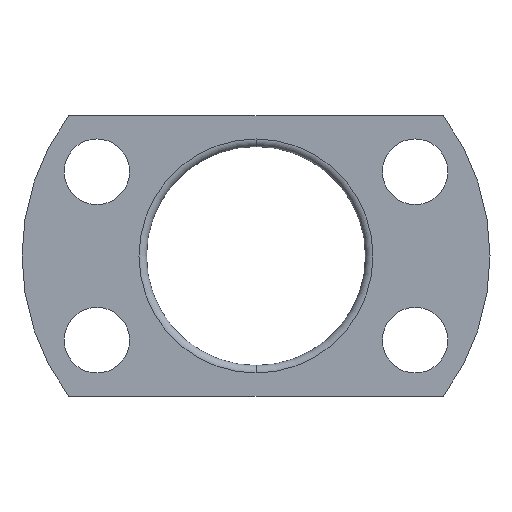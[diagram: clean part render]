
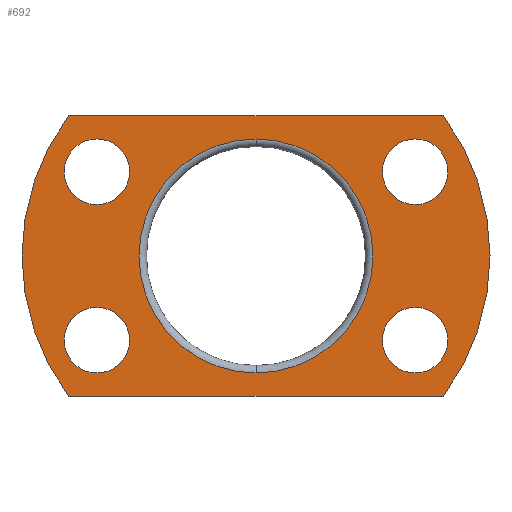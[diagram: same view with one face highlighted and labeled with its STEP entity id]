
A CAD part, front view. The second image highlights one B-rep face of the part: STEP entity #692.
In plain terms, the highlighted planar face has unit normal (0, -1, 0).
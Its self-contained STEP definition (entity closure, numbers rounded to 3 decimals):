
#6 = ORIENTED_EDGE ( 'NONE', *, *, #323, .F. ) ;
#13 = EDGE_LOOP ( 'NONE', ( #354, #63 ) ) ;
#25 = CARTESIAN_POINT ( 'NONE',  ( 17., -4.5, 5.5 ) ) ;
#30 = ORIENTED_EDGE ( 'NONE', *, *, #280, .T. ) ;
#33 = FACE_BOUND ( 'NONE', #746, .T. ) ;
#35 = VERTEX_POINT ( 'NONE', #621 ) ;
#38 = CARTESIAN_POINT ( 'NONE',  ( 0., -4.5, -12.5 ) ) ;
#39 = AXIS2_PLACEMENT_3D ( 'NONE', #92, #524, #226 ) ;
#41 = ORIENTED_EDGE ( 'NONE', *, *, #483, .T. ) ;
#45 = CIRCLE ( 'NONE', #334, 3.5 ) ;
#50 = VERTEX_POINT ( 'NONE', #401 ) ;
#57 = CARTESIAN_POINT ( 'NONE',  ( 0., -4.5, 0. ) ) ;
#62 = CARTESIAN_POINT ( 'NONE',  ( 17., -4.5, 12.5 ) ) ;
#63 = ORIENTED_EDGE ( 'NONE', *, *, #148, .T. ) ;
#65 = DIRECTION ( 'NONE',  ( 0., 0., 1. ) ) ;
#70 = VERTEX_POINT ( 'NONE', #25 ) ;
#92 = CARTESIAN_POINT ( 'NONE',  ( -17., -4.5, -9. ) ) ;
#100 = DIRECTION ( 'NONE',  ( 0., 1., 0. ) ) ;
#112 = CARTESIAN_POINT ( 'NONE',  ( 0., -4.5, 12.5 ) ) ;
#114 = CIRCLE ( 'NONE', #543, 12.5 ) ;
#117 = VERTEX_POINT ( 'NONE', #787 ) ;
#118 = CARTESIAN_POINT ( 'NONE',  ( -20., -4.5, -15. ) ) ;
#127 = DIRECTION ( 'NONE',  ( -1., 0., 0. ) ) ;
#132 = ORIENTED_EDGE ( 'NONE', *, *, #445, .F. ) ;
#139 = ORIENTED_EDGE ( 'NONE', *, *, #402, .F. ) ;
#148 = EDGE_CURVE ( 'NONE', #715, #268, #631, .T. ) ;
#150 = ORIENTED_EDGE ( 'NONE', *, *, #239, .T. ) ;
#168 = DIRECTION ( 'NONE',  ( 0., 1., 0. ) ) ;
#174 = DIRECTION ( 'NONE',  ( 0., 1., 0. ) ) ;
#176 = FACE_BOUND ( 'NONE', #256, .T. ) ;
#179 = LINE ( 'NONE', #520, #644 ) ;
#182 = CIRCLE ( 'NONE', #234, 3.5 ) ;
#185 = CARTESIAN_POINT ( 'NONE',  ( 17., -4.5, 9. ) ) ;
#192 = EDGE_LOOP ( 'NONE', ( #6, #139, #371, #132 ) ) ;
#202 = DIRECTION ( 'NONE',  ( 0., 1., 0. ) ) ;
#203 = CIRCLE ( 'NONE', #615, 3.5 ) ;
#215 = ORIENTED_EDGE ( 'NONE', *, *, #428, .T. ) ;
#220 = CARTESIAN_POINT ( 'NONE',  ( 0., -4.5, 0. ) ) ;
#221 = FACE_BOUND ( 'NONE', #553, .T. ) ;
#226 = DIRECTION ( 'NONE',  ( 0., 0., 1. ) ) ;
#231 = DIRECTION ( 'NONE',  ( 0., 1., 0. ) ) ;
#234 = AXIS2_PLACEMENT_3D ( 'NONE', #672, #377, #65 ) ;
#239 = EDGE_CURVE ( 'NONE', #671, #427, #463, .T. ) ;
#253 = AXIS2_PLACEMENT_3D ( 'NONE', #292, #775, #416 ) ;
#256 = EDGE_LOOP ( 'NONE', ( #342, #215 ) ) ;
#265 = AXIS2_PLACEMENT_3D ( 'NONE', #419, #357, #781 ) ;
#268 = VERTEX_POINT ( 'NONE', #38 ) ;
#274 = DIRECTION ( 'NONE',  ( 0., 0., 1. ) ) ;
#280 = EDGE_CURVE ( 'NONE', #427, #671, #765, .T. ) ;
#292 = CARTESIAN_POINT ( 'NONE',  ( -17., -4.5, -9. ) ) ;
#301 = DIRECTION ( 'NONE',  ( 0., 1., 0. ) ) ;
#304 = EDGE_CURVE ( 'NONE', #372, #495, #45, .T. ) ;
#312 = CARTESIAN_POINT ( 'NONE',  ( -17., -4.5, -12.5 ) ) ;
#323 = EDGE_CURVE ( 'NONE', #437, #50, #570, .T. ) ;
#330 = CIRCLE ( 'NONE', #505, 3.5 ) ;
#332 = VECTOR ( 'NONE', #127, 1000. ) ;
#334 = AXIS2_PLACEMENT_3D ( 'NONE', #540, #168, #596 ) ;
#342 = ORIENTED_EDGE ( 'NONE', *, *, #604, .T. ) ;
#343 = VERTEX_POINT ( 'NONE', #62 ) ;
#346 = FACE_BOUND ( 'NONE', #566, .T. ) ;
#350 = CARTESIAN_POINT ( 'NONE',  ( -17., -4.5, -5.5 ) ) ;
#354 = ORIENTED_EDGE ( 'NONE', *, *, #751, .T. ) ;
#357 = DIRECTION ( 'NONE',  ( 0., 1., 0. ) ) ;
#362 = CARTESIAN_POINT ( 'NONE',  ( -20., -4.5, 15. ) ) ;
#365 = FACE_BOUND ( 'NONE', #13, .T. ) ;
#370 = DIRECTION ( 'NONE',  ( 1., 0., 0. ) ) ;
#371 = ORIENTED_EDGE ( 'NONE', *, *, #418, .F. ) ;
#372 = VERTEX_POINT ( 'NONE', #424 ) ;
#377 = DIRECTION ( 'NONE',  ( 0., 1., 0. ) ) ;
#386 = CIRCLE ( 'NONE', #265, 3.5 ) ;
#390 = AXIS2_PLACEMENT_3D ( 'NONE', #447, #202, #274 ) ;
#393 = ORIENTED_EDGE ( 'NONE', *, *, #647, .T. ) ;
#401 = CARTESIAN_POINT ( 'NONE',  ( 20., -4.5, -15. ) ) ;
#402 = EDGE_CURVE ( 'NONE', #486, #437, #179, .T. ) ;
#408 = DIRECTION ( 'NONE',  ( 0., 1., 0. ) ) ;
#409 = AXIS2_PLACEMENT_3D ( 'NONE', #598, #482, #542 ) ;
#411 = LINE ( 'NONE', #118, #332 ) ;
#416 = DIRECTION ( 'NONE',  ( 0., 0., 1. ) ) ;
#418 = EDGE_CURVE ( 'NONE', #35, #486, #635, .T. ) ;
#419 = CARTESIAN_POINT ( 'NONE',  ( -17., -4.5, 9. ) ) ;
#424 = CARTESIAN_POINT ( 'NONE',  ( 17., -4.5, -12.5 ) ) ;
#427 = VERTEX_POINT ( 'NONE', #312 ) ;
#428 = EDGE_CURVE ( 'NONE', #343, #70, #203, .T. ) ;
#437 = VERTEX_POINT ( 'NONE', #554 ) ;
#439 = ORIENTED_EDGE ( 'NONE', *, *, #304, .T. ) ;
#445 = EDGE_CURVE ( 'NONE', #50, #35, #411, .T. ) ;
#447 = CARTESIAN_POINT ( 'NONE',  ( 0., -4.5, 0. ) ) ;
#463 = CIRCLE ( 'NONE', #39, 3.5 ) ;
#465 = AXIS2_PLACEMENT_3D ( 'NONE', #57, #408, #544 ) ;
#479 = CIRCLE ( 'NONE', #753, 3.5 ) ;
#482 = DIRECTION ( 'NONE',  ( 0., 1., 0. ) ) ;
#483 = EDGE_CURVE ( 'NONE', #117, #656, #182, .T. ) ;
#486 = VERTEX_POINT ( 'NONE', #362 ) ;
#492 = DIRECTION ( 'NONE',  ( 0., 0., 1. ) ) ;
#495 = VERTEX_POINT ( 'NONE', #757 ) ;
#496 = AXIS2_PLACEMENT_3D ( 'NONE', #220, #638, #698 ) ;
#505 = AXIS2_PLACEMENT_3D ( 'NONE', #657, #301, #717 ) ;
#520 = CARTESIAN_POINT ( 'NONE',  ( -20., -4.5, 15. ) ) ;
#524 = DIRECTION ( 'NONE',  ( 0., 1., 0. ) ) ;
#534 = DIRECTION ( 'NONE',  ( 0., 0., 1. ) ) ;
#540 = CARTESIAN_POINT ( 'NONE',  ( 17., -4.5, -9. ) ) ;
#542 = DIRECTION ( 'NONE',  ( 0., 0., 1. ) ) ;
#543 = AXIS2_PLACEMENT_3D ( 'NONE', #588, #231, #650 ) ;
#544 = DIRECTION ( 'NONE',  ( 0., 0., 1. ) ) ;
#553 = EDGE_LOOP ( 'NONE', ( #30, #150 ) ) ;
#554 = CARTESIAN_POINT ( 'NONE',  ( 20., -4.5, 15. ) ) ;
#566 = EDGE_LOOP ( 'NONE', ( #41, #393 ) ) ;
#570 = CIRCLE ( 'NONE', #409, 25. ) ;
#588 = CARTESIAN_POINT ( 'NONE',  ( 0., -4.5, 0. ) ) ;
#589 = ORIENTED_EDGE ( 'NONE', *, *, #734, .T. ) ;
#596 = DIRECTION ( 'NONE',  ( 0., 0., 1. ) ) ;
#598 = CARTESIAN_POINT ( 'NONE',  ( 0., -4.5, 0. ) ) ;
#604 = EDGE_CURVE ( 'NONE', #70, #343, #479, .T. ) ;
#615 = AXIS2_PLACEMENT_3D ( 'NONE', #185, #174, #492 ) ;
#621 = CARTESIAN_POINT ( 'NONE',  ( -20., -4.5, -15. ) ) ;
#631 = CIRCLE ( 'NONE', #390, 12.5 ) ;
#635 = CIRCLE ( 'NONE', #496, 25. ) ;
#638 = DIRECTION ( 'NONE',  ( 0., 1., 0. ) ) ;
#644 = VECTOR ( 'NONE', #370, 1000. ) ;
#645 = CARTESIAN_POINT ( 'NONE',  ( 17., -4.5, 9. ) ) ;
#647 = EDGE_CURVE ( 'NONE', #656, #117, #386, .T. ) ;
#650 = DIRECTION ( 'NONE',  ( 0., 0., 1. ) ) ;
#656 = VERTEX_POINT ( 'NONE', #705 ) ;
#657 = CARTESIAN_POINT ( 'NONE',  ( 17., -4.5, -9. ) ) ;
#660 = FACE_OUTER_BOUND ( 'NONE', #192, .T. ) ;
#671 = VERTEX_POINT ( 'NONE', #350 ) ;
#672 = CARTESIAN_POINT ( 'NONE',  ( -17., -4.5, 9. ) ) ;
#692 = ADVANCED_FACE ( 'NONE', ( #660, #365, #221, #346, #176, #33 ), #776, .F. ) ;
#698 = DIRECTION ( 'NONE',  ( 0., 0., 1. ) ) ;
#705 = CARTESIAN_POINT ( 'NONE',  ( -17., -4.5, 12.5 ) ) ;
#715 = VERTEX_POINT ( 'NONE', #112 ) ;
#717 = DIRECTION ( 'NONE',  ( 0., 0., 1. ) ) ;
#734 = EDGE_CURVE ( 'NONE', #495, #372, #330, .T. ) ;
#746 = EDGE_LOOP ( 'NONE', ( #439, #589 ) ) ;
#751 = EDGE_CURVE ( 'NONE', #268, #715, #114, .T. ) ;
#753 = AXIS2_PLACEMENT_3D ( 'NONE', #645, #100, #534 ) ;
#757 = CARTESIAN_POINT ( 'NONE',  ( 17., -4.5, -5.5 ) ) ;
#765 = CIRCLE ( 'NONE', #253, 3.5 ) ;
#775 = DIRECTION ( 'NONE',  ( 0., 1., 0. ) ) ;
#776 = PLANE ( 'NONE',  #465 ) ;
#781 = DIRECTION ( 'NONE',  ( 0., 0., 1. ) ) ;
#787 = CARTESIAN_POINT ( 'NONE',  ( -17., -4.5, 5.5 ) ) ;
